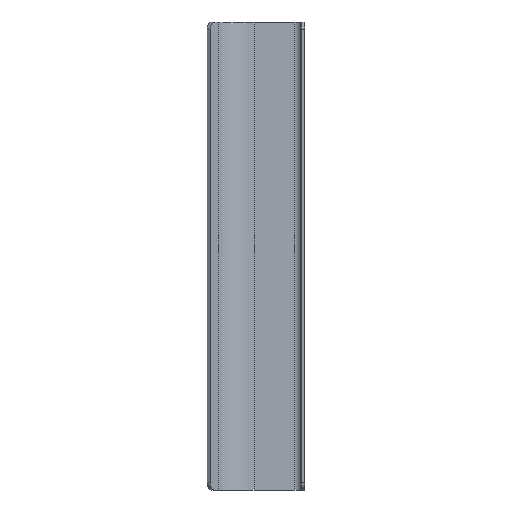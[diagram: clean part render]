
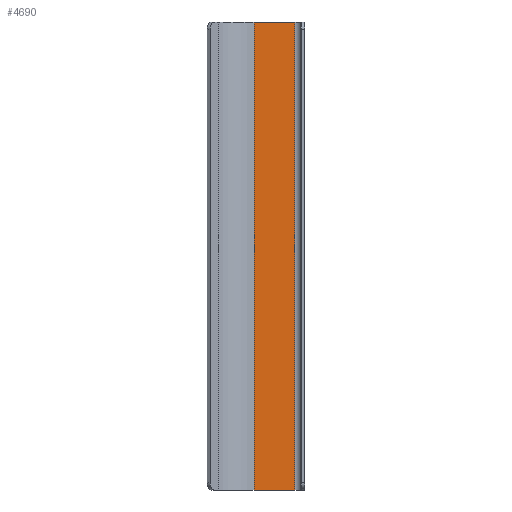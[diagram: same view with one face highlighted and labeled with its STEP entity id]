
A CAD part, front view. The second image highlights one B-rep face of the part: STEP entity #4690.
In plain terms, the highlighted planar face has unit normal (0, -1, 0).
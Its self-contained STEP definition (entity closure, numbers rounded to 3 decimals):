
#210=CARTESIAN_POINT('',(36.,18.5,64.));
#220=VERTEX_POINT('',#210);
#250=CARTESIAN_POINT('',(0.,18.5,64.));
#260=DIRECTION('',(-1.,0.,0.));
#270=VECTOR('',#260,1.);
#280=LINE('',#250,#270);
#290=CARTESIAN_POINT('',(19.191,18.5,64.));
#300=VERTEX_POINT('',#290);
#310=EDGE_CURVE('',#220,#300,#280,.T.);
#1620=CARTESIAN_POINT('',(19.191,18.5,-128.));
#1630=VERTEX_POINT('',#1620);
#1660=CARTESIAN_POINT('',(0.,18.5,-128.));
#1670=DIRECTION('',(-1.,0.,0.));
#1680=VECTOR('',#1670,1.);
#1690=LINE('',#1660,#1680);
#1700=CARTESIAN_POINT('',(36.,18.5,-128.));
#1710=VERTEX_POINT('',#1700);
#1720=EDGE_CURVE('',#1710,#1630,#1690,.T.);
#4480=CARTESIAN_POINT('',(38.5,18.5,0.));
#4490=DIRECTION('',(0.,1.,0.));
#4500=DIRECTION('',(1.,0.,0.));
#4510=AXIS2_PLACEMENT_3D('',#4480,#4490,#4500);
#4520=PLANE('',#4510);
#4530=ORIENTED_EDGE('',*,*,#1720,.F.);
#4540=CARTESIAN_POINT('',(19.191,18.5,0.));
#4550=DIRECTION('',(0.,0.,1.));
#4560=VECTOR('',#4550,1.);
#4570=LINE('',#4540,#4560);
#4580=EDGE_CURVE('',#1630,#300,#4570,.T.);
#4590=ORIENTED_EDGE('',*,*,#4580,.F.);
#4600=ORIENTED_EDGE('',*,*,#310,.T.);
#4610=CARTESIAN_POINT('',(36.,18.5,0.));
#4620=DIRECTION('',(0.,0.,-1.));
#4630=VECTOR('',#4620,1.);
#4640=LINE('',#4610,#4630);
#4650=EDGE_CURVE('',#220,#1710,#4640,.T.);
#4660=ORIENTED_EDGE('',*,*,#4650,.F.);
#4670=EDGE_LOOP('',(#4660,#4600,#4590,#4530));
#4680=FACE_OUTER_BOUND('',#4670,.T.);
#4690=ADVANCED_FACE('',(#4680),#4520,.F.);
